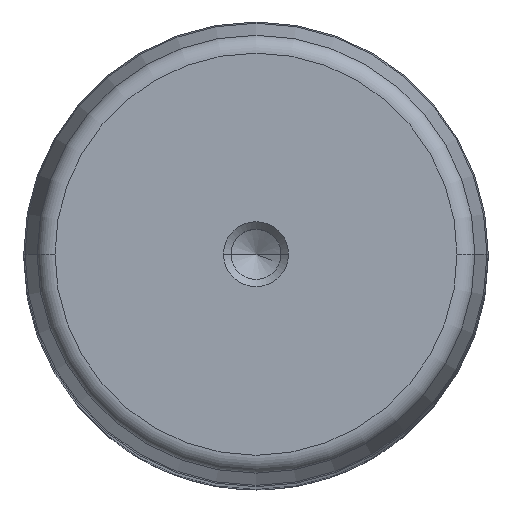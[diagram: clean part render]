
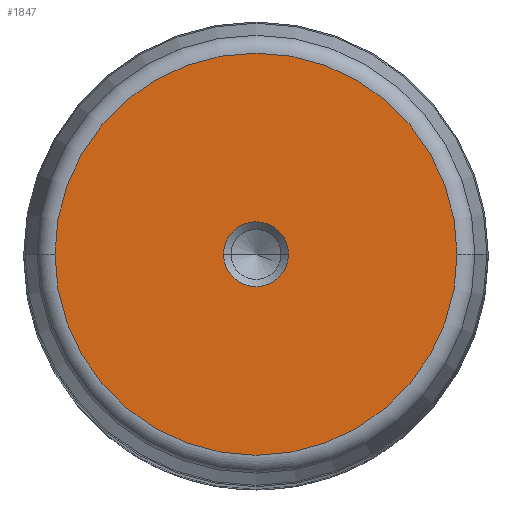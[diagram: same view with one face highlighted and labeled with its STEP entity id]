
A CAD part, top view. The second image highlights one B-rep face of the part: STEP entity #1847.
In plain terms, the highlighted planar face has unit normal (0, 0, 1).
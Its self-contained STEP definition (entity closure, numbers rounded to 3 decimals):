
#11 = ORIENTED_EDGE ( 'NONE', *, *, #60, .T. ) ;
#53 = ORIENTED_EDGE ( 'NONE', *, *, #1050, .T. ) ;
#60 = EDGE_CURVE ( 'NONE', #879, #469, #625, .T. ) ;
#157 = CIRCLE ( 'NONE', #886, 4.4 ) ;
#209 = CARTESIAN_POINT ( 'NONE',  ( 0., 0., 280. ) ) ;
#214 = EDGE_CURVE ( 'NONE', #1867, #644, #2186, .T. ) ;
#242 = EDGE_LOOP ( 'NONE', ( #2291, #762 ) ) ;
#256 = DIRECTION ( 'NONE',  ( 0., 0., -1. ) ) ;
#444 = PLANE ( 'NONE',  #2648 ) ;
#469 = VERTEX_POINT ( 'NONE', #3169 ) ;
#625 = CIRCLE ( 'NONE', #662, 4.4 ) ;
#644 = VERTEX_POINT ( 'NONE', #1311 ) ;
#662 = AXIS2_PLACEMENT_3D ( 'NONE', #3075, #1881, #1202 ) ;
#691 = DIRECTION ( 'NONE',  ( 0., 0., 1. ) ) ;
#722 = EDGE_CURVE ( 'NONE', #644, #1867, #1355, .T. ) ;
#762 = ORIENTED_EDGE ( 'NONE', *, *, #722, .F. ) ;
#879 = VERTEX_POINT ( 'NONE', #2853 ) ;
#886 = AXIS2_PLACEMENT_3D ( 'NONE', #2222, #256, #2956 ) ;
#1050 = EDGE_CURVE ( 'NONE', #469, #879, #157, .T. ) ;
#1110 = FACE_BOUND ( 'NONE', #2415, .T. ) ;
#1202 = DIRECTION ( 'NONE',  ( 1., 0., 0. ) ) ;
#1303 = DIRECTION ( 'NONE',  ( 0., 0., -1. ) ) ;
#1311 = CARTESIAN_POINT ( 'NONE',  ( 27.263, 0., 280. ) ) ;
#1355 = CIRCLE ( 'NONE', #2305, 27.263 ) ;
#1640 = DIRECTION ( 'NONE',  ( 1., 0., 0. ) ) ;
#1697 = DIRECTION ( 'NONE',  ( 0., 0., -1. ) ) ;
#1790 = CARTESIAN_POINT ( 'NONE',  ( 0., 0., 280. ) ) ;
#1847 = ADVANCED_FACE ( 'NONE', ( #1110, #2855 ), #444, .T. ) ;
#1867 = VERTEX_POINT ( 'NONE', #3130 ) ;
#1881 = DIRECTION ( 'NONE',  ( 0., 0., -1. ) ) ;
#1916 = AXIS2_PLACEMENT_3D ( 'NONE', #1790, #1303, #3006 ) ;
#2150 = CARTESIAN_POINT ( 'NONE',  ( 0., 0., 280. ) ) ;
#2186 = CIRCLE ( 'NONE', #1916, 27.263 ) ;
#2222 = CARTESIAN_POINT ( 'NONE',  ( 0., 0., 280. ) ) ;
#2291 = ORIENTED_EDGE ( 'NONE', *, *, #214, .F. ) ;
#2305 = AXIS2_PLACEMENT_3D ( 'NONE', #209, #1697, #2656 ) ;
#2415 = EDGE_LOOP ( 'NONE', ( #53, #11 ) ) ;
#2648 = AXIS2_PLACEMENT_3D ( 'NONE', #2150, #691, #1640 ) ;
#2656 = DIRECTION ( 'NONE',  ( -1., 0., 0. ) ) ;
#2853 = CARTESIAN_POINT ( 'NONE',  ( -4.4, 0., 280. ) ) ;
#2855 = FACE_OUTER_BOUND ( 'NONE', #242, .T. ) ;
#2956 = DIRECTION ( 'NONE',  ( 1., 0., 0. ) ) ;
#3006 = DIRECTION ( 'NONE',  ( -1., 0., 0. ) ) ;
#3075 = CARTESIAN_POINT ( 'NONE',  ( 0., 0., 280. ) ) ;
#3130 = CARTESIAN_POINT ( 'NONE',  ( -27.263, 0., 280. ) ) ;
#3169 = CARTESIAN_POINT ( 'NONE',  ( 4.4, 0., 280. ) ) ;
